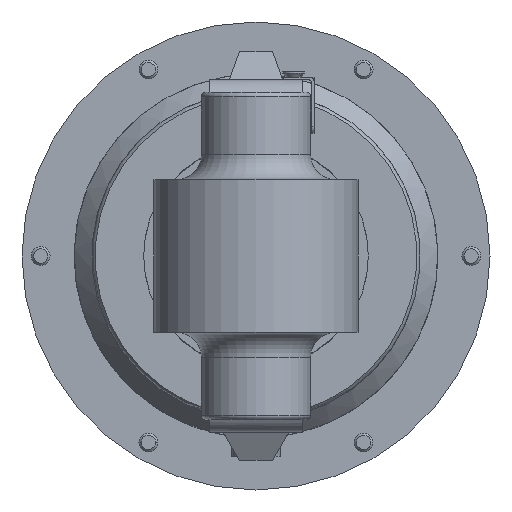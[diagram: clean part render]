
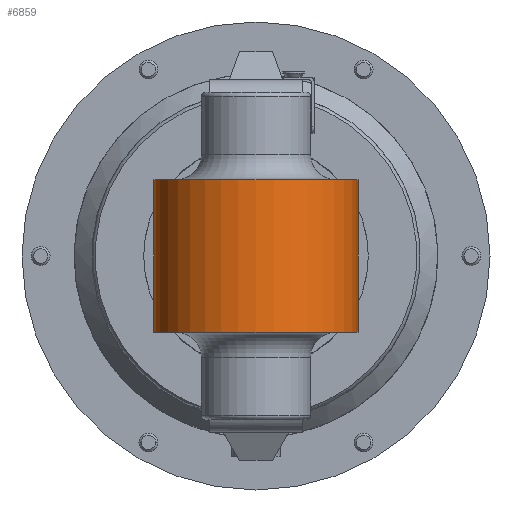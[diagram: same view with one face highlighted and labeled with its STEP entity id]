
A CAD part, front view. The second image highlights one B-rep face of the part: STEP entity #6859.
In plain terms, the highlighted cylindrical face has radius 34.608 mm (diameter 69.215 mm), a partial arc.
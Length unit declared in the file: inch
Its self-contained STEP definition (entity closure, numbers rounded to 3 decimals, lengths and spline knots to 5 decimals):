
#166 = DIRECTION ( 'NONE',  ( -1., 0., 0. ) ) ;
#262 = CARTESIAN_POINT ( 'NONE',  ( 0., 0., 2.1875 ) ) ;
#426 = DIRECTION ( 'NONE',  ( 0., 0., -1. ) ) ;
#558 = CARTESIAN_POINT ( 'NONE',  ( 1.3625, 0., 2.1875 ) ) ;
#830 = DIRECTION ( 'NONE',  ( 0., 0., -1. ) ) ;
#1009 = VERTEX_POINT ( 'NONE', #24469 ) ;
#1284 = DIRECTION ( 'NONE',  ( -1., 0., 0. ) ) ;
#1495 = CYLINDRICAL_SURFACE ( 'NONE', #25083, 1.3625 ) ;
#1564 = CARTESIAN_POINT ( 'NONE',  ( 0., 0., 1.01625 ) ) ;
#1604 = VERTEX_POINT ( 'NONE', #25795 ) ;
#1830 = DIRECTION ( 'NONE',  ( 0., 0., -1. ) ) ;
#2141 = FACE_OUTER_BOUND ( 'NONE', #16297, .T. ) ;
#2287 = EDGE_CURVE ( 'NONE', #14167, #3408, #5166, .T. ) ;
#2408 = LINE ( 'NONE', #20396, #3176 ) ;
#3176 = VECTOR ( 'NONE', #20175, 39.37008 ) ;
#3408 = VERTEX_POINT ( 'NONE', #23175 ) ;
#5166 = CIRCLE ( 'NONE', #18541, 1.3625 ) ;
#5951 = EDGE_CURVE ( 'NONE', #14167, #1604, #23284, .T. ) ;
#6859 = ADVANCED_FACE ( 'NONE', ( #2141 ), #1495, .T. ) ;
#7804 = CIRCLE ( 'NONE', #10414, 1.3625 ) ;
#9265 = CARTESIAN_POINT ( 'NONE',  ( 1.3625, 0., 1.01625 ) ) ;
#9391 = EDGE_CURVE ( 'NONE', #1604, #1009, #7804, .T. ) ;
#10414 = AXIS2_PLACEMENT_3D ( 'NONE', #23766, #11359, #25792 ) ;
#10706 = ORIENTED_EDGE ( 'NONE', *, *, #14828, .T. ) ;
#11263 = ORIENTED_EDGE ( 'NONE', *, *, #5951, .F. ) ;
#11359 = DIRECTION ( 'NONE',  ( 0., 0., -1. ) ) ;
#14167 = VERTEX_POINT ( 'NONE', #9265 ) ;
#14828 = EDGE_CURVE ( 'NONE', #3408, #1009, #2408, .T. ) ;
#16040 = ORIENTED_EDGE ( 'NONE', *, *, #2287, .T. ) ;
#16297 = EDGE_LOOP ( 'NONE', ( #11263, #16040, #10706, #20256 ) ) ;
#18541 = AXIS2_PLACEMENT_3D ( 'NONE', #1564, #1830, #1284 ) ;
#20175 = DIRECTION ( 'NONE',  ( 0., 0., -1. ) ) ;
#20256 = ORIENTED_EDGE ( 'NONE', *, *, #9391, .F. ) ;
#20396 = CARTESIAN_POINT ( 'NONE',  ( -1.3625, 0., 2.1875 ) ) ;
#23175 = CARTESIAN_POINT ( 'NONE',  ( -1.3625, 0., 1.01625 ) ) ;
#23284 = LINE ( 'NONE', #558, #23351 ) ;
#23351 = VECTOR ( 'NONE', #830, 39.37008 ) ;
#23766 = CARTESIAN_POINT ( 'NONE',  ( 0., 0., -1.01625 ) ) ;
#24469 = CARTESIAN_POINT ( 'NONE',  ( -1.3625, 0., -1.01625 ) ) ;
#25083 = AXIS2_PLACEMENT_3D ( 'NONE', #262, #426, #166 ) ;
#25792 = DIRECTION ( 'NONE',  ( -1., 0., 0. ) ) ;
#25795 = CARTESIAN_POINT ( 'NONE',  ( 1.3625, 0., -1.01625 ) ) ;
